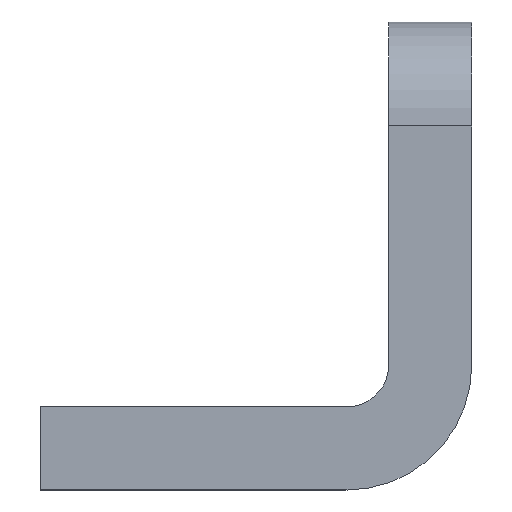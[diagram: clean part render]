
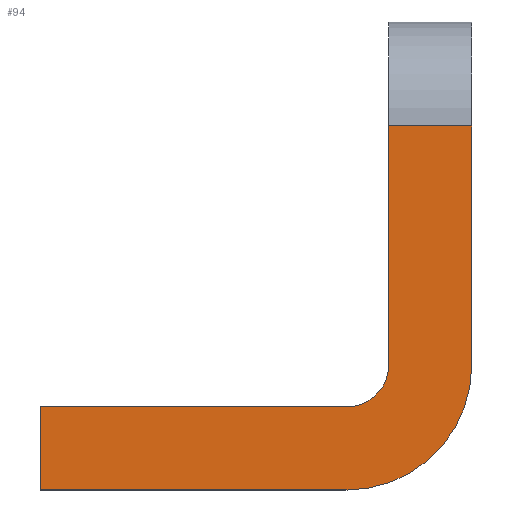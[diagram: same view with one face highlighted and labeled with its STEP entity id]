
A CAD part, left-side view. The second image highlights one B-rep face of the part: STEP entity #94.
In plain terms, the highlighted planar face has unit normal (-1, 0, 0).
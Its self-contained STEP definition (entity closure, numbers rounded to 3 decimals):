
#94=ADVANCED_FACE('',(#142),#143,.T.);
#142=FACE_OUTER_BOUND('',#190,.T.);
#143=PLANE('',#191);
#190=EDGE_LOOP('',(#349,#350,#351,#352,#353,#354,#355,#356));
#191=AXIS2_PLACEMENT_3D('',#357,#358,#359);
#349=ORIENTED_EDGE('',*,*,#385,.F.);
#350=ORIENTED_EDGE('',*,*,#412,.F.);
#351=ORIENTED_EDGE('',*,*,#410,.F.);
#352=ORIENTED_EDGE('',*,*,#408,.F.);
#353=ORIENTED_EDGE('',*,*,#406,.F.);
#354=ORIENTED_EDGE('',*,*,#403,.F.);
#355=ORIENTED_EDGE('',*,*,#413,.F.);
#356=ORIENTED_EDGE('',*,*,#394,.F.);
#357=CARTESIAN_POINT('',(-61.5,14.153,15.975));
#358=DIRECTION('',(-1.0,0.0,0.));
#359=DIRECTION('',(0.,0.0,1.0));
#385=EDGE_CURVE('',#455,#457,#458,.T.);
#394=EDGE_CURVE('',#457,#472,#473,.T.);
#403=EDGE_CURVE('',#488,#489,#490,.T.);
#406=EDGE_CURVE('',#489,#493,#494,.T.);
#408=EDGE_CURVE('',#493,#496,#497,.T.);
#410=EDGE_CURVE('',#496,#499,#500,.T.);
#412=EDGE_CURVE('',#499,#455,#502,.T.);
#413=EDGE_CURVE('',#472,#488,#503,.T.);
#455=VERTEX_POINT('',#553);
#457=VERTEX_POINT('',#555);
#458=LINE('',#556,#557);
#472=VERTEX_POINT('',#576);
#473=LINE('',#577,#578);
#488=VERTEX_POINT('',#599);
#489=VERTEX_POINT('',#600);
#490=LINE('',#601,#602);
#493=VERTEX_POINT('',#607);
#494=LINE('',#608,#609);
#496=VERTEX_POINT('',#612);
#497=LINE('',#613,#614);
#499=VERTEX_POINT('',#617);
#500=CIRCLE('',#618,4.0);
#502=LINE('',#621,#622);
#503=CIRCLE('',#623,12.0);
#553=CARTESIAN_POINT('',(-61.5,8.0,35.0));
#555=CARTESIAN_POINT('',(-61.5,0.0,35.0));
#556=CARTESIAN_POINT('',(-61.5,20.75,35.0));
#557=VECTOR('',#683,1.0);
#576=CARTESIAN_POINT('',(-61.5,0.0,12.0));
#577=CARTESIAN_POINT('',(-61.5,0.0,12.0));
#578=VECTOR('',#698,1.0);
#599=CARTESIAN_POINT('',(-61.5,12.0,0.));
#600=CARTESIAN_POINT('',(-61.5,41.5,0.));
#601=CARTESIAN_POINT('',(-61.5,41.5,0.));
#602=VECTOR('',#711,1.0);
#607=CARTESIAN_POINT('',(-61.5,41.5,8.0));
#608=CARTESIAN_POINT('',(-61.5,41.5,8.0));
#609=VECTOR('',#714,1.0);
#612=CARTESIAN_POINT('',(-61.5,12.0,8.0));
#613=CARTESIAN_POINT('',(-61.5,12.0,8.0));
#614=VECTOR('',#716,1.0);
#617=CARTESIAN_POINT('',(-61.5,8.0,12.0));
#618=AXIS2_PLACEMENT_3D('',#718,#719,#720);
#621=CARTESIAN_POINT('',(-61.5,8.0,45.0));
#622=VECTOR('',#722,1.0);
#623=AXIS2_PLACEMENT_3D('',#723,#724,#725);
#683=DIRECTION('',(0.0,-1.0,0.));
#698=DIRECTION('',(0.,-0.0,-1.0));
#711=DIRECTION('',(0.0,1.0,0.0));
#714=DIRECTION('',(0.,0.0,1.0));
#716=DIRECTION('',(0.0,-1.0,-0.0));
#718=CARTESIAN_POINT('',(-61.5,12.0,12.0));
#719=DIRECTION('',(-1.0,0.0,0.));
#720=DIRECTION('',(0.,0.0,1.0));
#722=DIRECTION('',(0.,0.0,1.0));
#723=CARTESIAN_POINT('',(-61.5,12.0,12.0));
#724=DIRECTION('',(1.0,0.0,0.));
#725=DIRECTION('',(0.,0.0,1.0));
